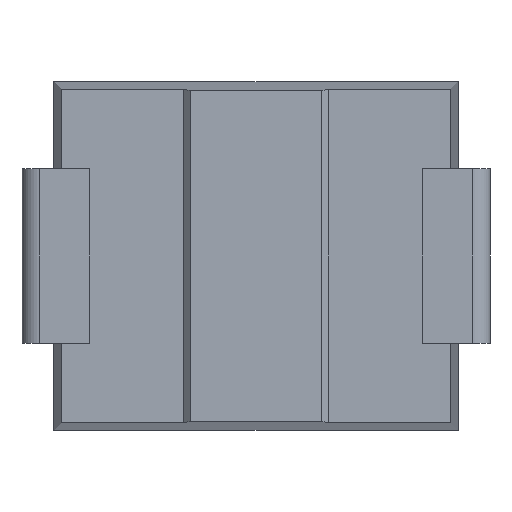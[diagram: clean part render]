
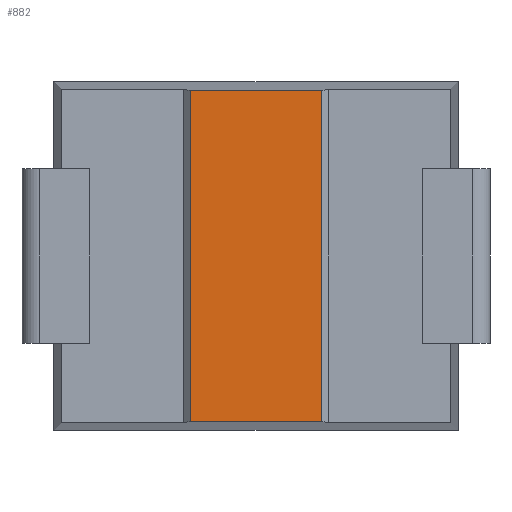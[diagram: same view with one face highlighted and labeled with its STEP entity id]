
A CAD part, front view. The second image highlights one B-rep face of the part: STEP entity #882.
In plain terms, the highlighted planar face has unit normal (0, -1, 0).
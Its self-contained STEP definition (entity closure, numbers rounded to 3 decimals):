
#16 = DIRECTION ( 'NONE',  ( 1., 0., 0. ) ) ;
#140 = LINE ( 'NONE', #1369, #964 ) ;
#169 = FACE_OUTER_BOUND ( 'NONE', #1513, .T. ) ;
#175 = CARTESIAN_POINT ( 'NONE',  ( -1.117, 0.2, 2.811 ) ) ;
#189 = CARTESIAN_POINT ( 'NONE',  ( 1.117, 0.2, 2.811 ) ) ;
#271 = EDGE_CURVE ( 'NONE', #994, #776, #640, .T. ) ;
#272 = DIRECTION ( 'NONE',  ( 0., -1., 0. ) ) ;
#357 = CARTESIAN_POINT ( 'NONE',  ( -1.117, 0.2, -2.811 ) ) ;
#566 = VERTEX_POINT ( 'NONE', #357 ) ;
#577 = VECTOR ( 'NONE', #869, 1000. ) ;
#586 = CARTESIAN_POINT ( 'NONE',  ( 0., 0.2, 0. ) ) ;
#640 = LINE ( 'NONE', #1366, #1473 ) ;
#753 = DIRECTION ( 'NONE',  ( 0., 0., -1. ) ) ;
#759 = DIRECTION ( 'NONE',  ( 0., 0., 1. ) ) ;
#776 = VERTEX_POINT ( 'NONE', #189 ) ;
#791 = ORIENTED_EDGE ( 'NONE', *, *, #1142, .T. ) ;
#799 = CARTESIAN_POINT ( 'NONE',  ( -1.117, 0.2, -2.953 ) ) ;
#802 = ORIENTED_EDGE ( 'NONE', *, *, #1347, .F. ) ;
#868 = PLANE ( 'NONE',  #1365 ) ;
#869 = DIRECTION ( 'NONE',  ( -1., 0., 0. ) ) ;
#882 = ADVANCED_FACE ( 'NONE', ( #169 ), #868, .T. ) ;
#958 = VECTOR ( 'NONE', #1545, 1000. ) ;
#964 = VECTOR ( 'NONE', #16, 1000. ) ;
#975 = LINE ( 'NONE', #1502, #577 ) ;
#994 = VERTEX_POINT ( 'NONE', #1548 ) ;
#1009 = VERTEX_POINT ( 'NONE', #175 ) ;
#1142 = EDGE_CURVE ( 'NONE', #776, #1009, #975, .T. ) ;
#1171 = LINE ( 'NONE', #799, #958 ) ;
#1186 = ORIENTED_EDGE ( 'NONE', *, *, #1213, .T. ) ;
#1213 = EDGE_CURVE ( 'NONE', #566, #994, #140, .T. ) ;
#1332 = ORIENTED_EDGE ( 'NONE', *, *, #271, .T. ) ;
#1347 = EDGE_CURVE ( 'NONE', #566, #1009, #1171, .T. ) ;
#1365 = AXIS2_PLACEMENT_3D ( 'NONE', #586, #272, #753 ) ;
#1366 = CARTESIAN_POINT ( 'NONE',  ( 1.117, 0.2, -2.953 ) ) ;
#1369 = CARTESIAN_POINT ( 'NONE',  ( 0., 0.2, -2.811 ) ) ;
#1473 = VECTOR ( 'NONE', #759, 1000. ) ;
#1502 = CARTESIAN_POINT ( 'NONE',  ( 0., 0.2, 2.811 ) ) ;
#1513 = EDGE_LOOP ( 'NONE', ( #802, #1186, #1332, #791 ) ) ;
#1545 = DIRECTION ( 'NONE',  ( 0., 0., 1. ) ) ;
#1548 = CARTESIAN_POINT ( 'NONE',  ( 1.117, 0.2, -2.811 ) ) ;
